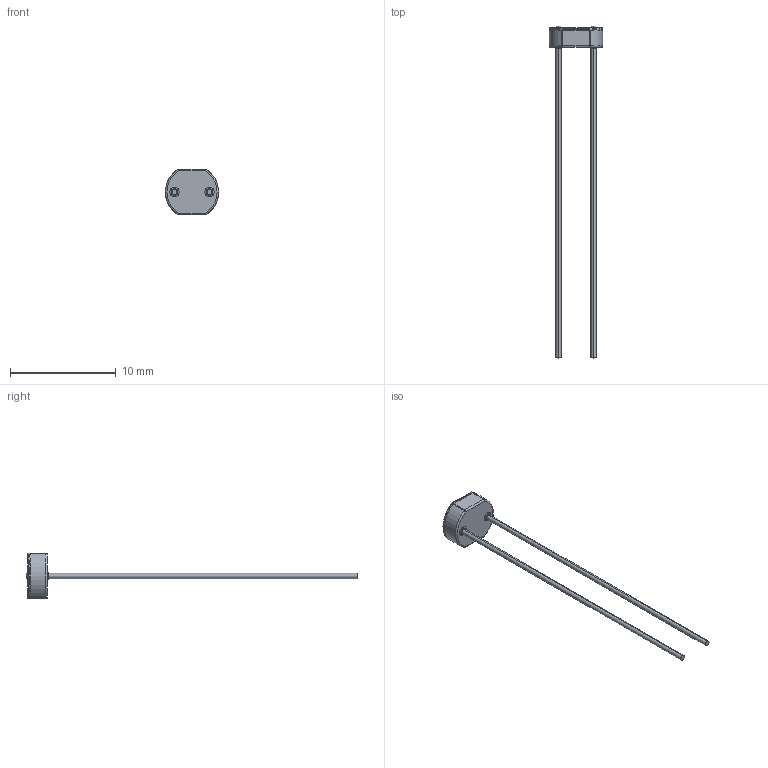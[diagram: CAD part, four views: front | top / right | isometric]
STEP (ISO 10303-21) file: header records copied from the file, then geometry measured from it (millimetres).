
FILE_DESCRIPTION (( 'STEP AP214' ), '1' );
FILE_NAME ('ldr.STEP', '2023-02-01T09:04:13', ( '' ), ( '' ), 'SwSTEP 2.0', 'SolidWorks 2022', '' );
FILE_SCHEMA (( 'AUTOMOTIVE_DESIGN' ));
Length unit declared in the file: millimetre
Products named in the file (1): ldr
Bounding box: 5.03 x 31.35 x 4.31 mm (x, y, z)
Volume: 44.7 mm3; surface area: 241.4 mm2
Topology: 7 solids, 7 shells, 99 faces, 235 edges, 146 vertices
Faces by surface type: cylinder 45, plane 34, torus 12, cone 4, sphere 4
Entity records: 3105 total; most frequent: DIRECTION 547, CARTESIAN_POINT 537, ORIENTED_EDGE 462, EDGE_CURVE 231, AXIS2_PLACEMENT_3D 220, VERTEX_POINT 146, CIRCLE 120, EDGE_LOOP 111
